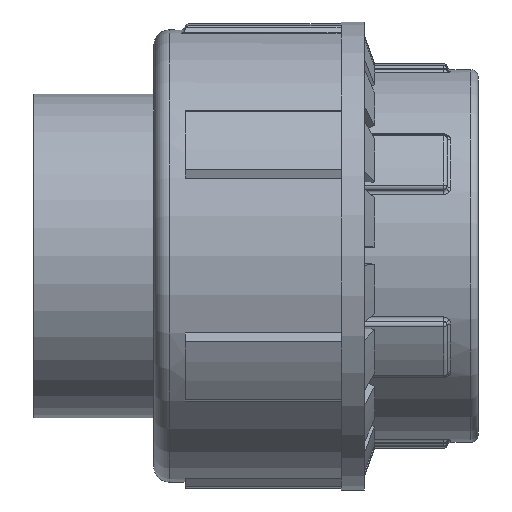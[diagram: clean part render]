
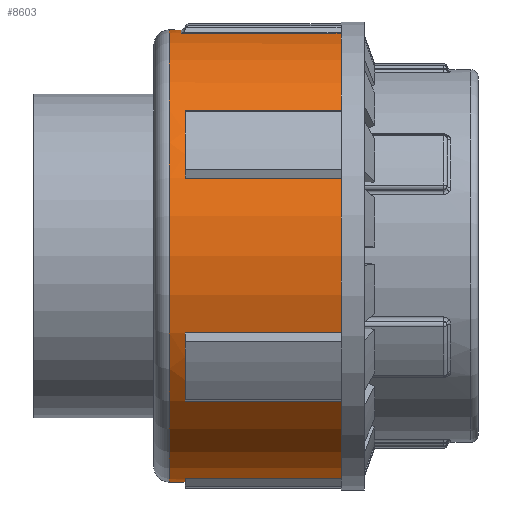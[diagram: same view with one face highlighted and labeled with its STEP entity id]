
A CAD part, top view. The second image highlights one B-rep face of the part: STEP entity #8603.
In plain terms, the highlighted cylindrical face has radius 29 mm (diameter 58 mm), a full revolution.
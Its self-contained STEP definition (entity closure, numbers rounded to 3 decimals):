
#375=FACE_BOUND('',#3264,.T.);
#1067=LINE('',#15676,#1792);
#1073=LINE('',#15691,#1798);
#1075=LINE('',#15699,#1800);
#1081=LINE('',#15714,#1806);
#1083=LINE('',#15722,#1808);
#1089=LINE('',#15737,#1814);
#1091=LINE('',#15745,#1816);
#1097=LINE('',#15760,#1822);
#1099=LINE('',#15768,#1824);
#1105=LINE('',#15783,#1830);
#1106=LINE('',#15796,#1831);
#1107=LINE('',#15800,#1832);
#1792=VECTOR('',#11317,10.);
#1798=VECTOR('',#11331,10.);
#1800=VECTOR('',#11339,10.);
#1806=VECTOR('',#11353,10.);
#1808=VECTOR('',#11361,10.);
#1814=VECTOR('',#11375,10.);
#1816=VECTOR('',#11383,10.);
#1822=VECTOR('',#11397,10.);
#1824=VECTOR('',#11405,10.);
#1830=VECTOR('',#11419,10.);
#1831=VECTOR('',#11438,10.);
#1832=VECTOR('',#11441,10.);
#1906=CYLINDRICAL_SURFACE('',#9307,29.);
#2710=FACE_OUTER_BOUND('',#3263,.T.);
#3263=EDGE_LOOP('',(#7852));
#3264=EDGE_LOOP('',(#7853,#7854,#7855,#7856,#7857,#7858,#7859,#7860,#7861,
#7862,#7863,#7864,#7865,#7866,#7867,#7868,#7869,#7870,#7871,#7872,#7873,
#7874,#7875,#7876));
#3558=CIRCLE('',#9278,29.);
#3561=CIRCLE('',#9285,29.);
#3564=CIRCLE('',#9292,29.);
#3567=CIRCLE('',#9299,29.);
#3570=CIRCLE('',#9306,29.);
#3571=CIRCLE('',#9308,29.);
#3572=CIRCLE('',#9309,29.);
#3573=CIRCLE('',#9310,29.);
#3574=CIRCLE('',#9311,29.);
#3575=CIRCLE('',#9312,29.);
#3576=CIRCLE('',#9313,29.);
#3577=CIRCLE('',#9314,29.);
#3578=CIRCLE('',#9315,29.);
#4324=VERTEX_POINT('',#15672);
#4326=VERTEX_POINT('',#15675);
#4330=VERTEX_POINT('',#15687);
#4331=VERTEX_POINT('',#15689);
#4332=VERTEX_POINT('',#15695);
#4334=VERTEX_POINT('',#15698);
#4338=VERTEX_POINT('',#15710);
#4339=VERTEX_POINT('',#15712);
#4340=VERTEX_POINT('',#15718);
#4342=VERTEX_POINT('',#15721);
#4346=VERTEX_POINT('',#15733);
#4347=VERTEX_POINT('',#15735);
#4348=VERTEX_POINT('',#15741);
#4350=VERTEX_POINT('',#15744);
#4354=VERTEX_POINT('',#15756);
#4355=VERTEX_POINT('',#15758);
#4356=VERTEX_POINT('',#15764);
#4358=VERTEX_POINT('',#15767);
#4362=VERTEX_POINT('',#15779);
#4363=VERTEX_POINT('',#15781);
#4364=VERTEX_POINT('',#15787);
#4365=VERTEX_POINT('',#15793);
#4366=VERTEX_POINT('',#15795);
#4367=VERTEX_POINT('',#15797);
#4368=VERTEX_POINT('',#15799);
#5508=EDGE_CURVE('',#4326,#4324,#1067,.T.);
#5516=EDGE_CURVE('',#4330,#4331,#1073,.T.);
#5517=EDGE_CURVE('',#4331,#4326,#3558,.T.);
#5519=EDGE_CURVE('',#4334,#4332,#1075,.T.);
#5527=EDGE_CURVE('',#4338,#4339,#1081,.T.);
#5528=EDGE_CURVE('',#4339,#4334,#3561,.T.);
#5530=EDGE_CURVE('',#4342,#4340,#1083,.T.);
#5538=EDGE_CURVE('',#4346,#4347,#1089,.T.);
#5539=EDGE_CURVE('',#4347,#4342,#3564,.T.);
#5541=EDGE_CURVE('',#4350,#4348,#1091,.T.);
#5549=EDGE_CURVE('',#4354,#4355,#1097,.T.);
#5550=EDGE_CURVE('',#4355,#4350,#3567,.T.);
#5552=EDGE_CURVE('',#4358,#4356,#1099,.T.);
#5560=EDGE_CURVE('',#4362,#4363,#1105,.T.);
#5561=EDGE_CURVE('',#4363,#4358,#3570,.T.);
#5562=EDGE_CURVE('',#4364,#4364,#3571,.T.);
#5563=EDGE_CURVE('',#4324,#4338,#3572,.T.);
#5564=EDGE_CURVE('',#4332,#4346,#3573,.T.);
#5565=EDGE_CURVE('',#4340,#4354,#3574,.T.);
#5566=EDGE_CURVE('',#4348,#4362,#3575,.T.);
#5567=EDGE_CURVE('',#4356,#4365,#3576,.T.);
#5568=EDGE_CURVE('',#4365,#4366,#1106,.T.);
#5569=EDGE_CURVE('',#4367,#4366,#3577,.T.);
#5570=EDGE_CURVE('',#4367,#4368,#1107,.T.);
#5571=EDGE_CURVE('',#4368,#4330,#3578,.T.);
#7852=ORIENTED_EDGE('',*,*,#5562,.F.);
#7853=ORIENTED_EDGE('',*,*,#5516,.T.);
#7854=ORIENTED_EDGE('',*,*,#5517,.T.);
#7855=ORIENTED_EDGE('',*,*,#5508,.T.);
#7856=ORIENTED_EDGE('',*,*,#5563,.T.);
#7857=ORIENTED_EDGE('',*,*,#5527,.T.);
#7858=ORIENTED_EDGE('',*,*,#5528,.T.);
#7859=ORIENTED_EDGE('',*,*,#5519,.T.);
#7860=ORIENTED_EDGE('',*,*,#5564,.T.);
#7861=ORIENTED_EDGE('',*,*,#5538,.T.);
#7862=ORIENTED_EDGE('',*,*,#5539,.T.);
#7863=ORIENTED_EDGE('',*,*,#5530,.T.);
#7864=ORIENTED_EDGE('',*,*,#5565,.T.);
#7865=ORIENTED_EDGE('',*,*,#5549,.T.);
#7866=ORIENTED_EDGE('',*,*,#5550,.T.);
#7867=ORIENTED_EDGE('',*,*,#5541,.T.);
#7868=ORIENTED_EDGE('',*,*,#5566,.T.);
#7869=ORIENTED_EDGE('',*,*,#5560,.T.);
#7870=ORIENTED_EDGE('',*,*,#5561,.T.);
#7871=ORIENTED_EDGE('',*,*,#5552,.T.);
#7872=ORIENTED_EDGE('',*,*,#5567,.T.);
#7873=ORIENTED_EDGE('',*,*,#5568,.T.);
#7874=ORIENTED_EDGE('',*,*,#5569,.F.);
#7875=ORIENTED_EDGE('',*,*,#5570,.T.);
#7876=ORIENTED_EDGE('',*,*,#5571,.T.);
#8603=ADVANCED_FACE('',(#2710,#375),#1906,.T.);
#9278=AXIS2_PLACEMENT_3D('',#15693,#11334,#11335);
#9285=AXIS2_PLACEMENT_3D('',#15716,#11356,#11357);
#9292=AXIS2_PLACEMENT_3D('',#15739,#11378,#11379);
#9299=AXIS2_PLACEMENT_3D('',#15762,#11400,#11401);
#9306=AXIS2_PLACEMENT_3D('',#15785,#11422,#11423);
#9307=AXIS2_PLACEMENT_3D('',#15786,#11424,#11425);
#9308=AXIS2_PLACEMENT_3D('',#15788,#11426,#11427);
#9309=AXIS2_PLACEMENT_3D('',#15789,#11428,#11429);
#9310=AXIS2_PLACEMENT_3D('',#15790,#11430,#11431);
#9311=AXIS2_PLACEMENT_3D('',#15791,#11432,#11433);
#9312=AXIS2_PLACEMENT_3D('',#15792,#11434,#11435);
#9313=AXIS2_PLACEMENT_3D('',#15794,#11436,#11437);
#9314=AXIS2_PLACEMENT_3D('',#15798,#11439,#11440);
#9315=AXIS2_PLACEMENT_3D('',#15801,#11442,#11443);
#11317=DIRECTION('',(1.,0.,0.));
#11331=DIRECTION('',(-1.,0.,0.));
#11334=DIRECTION('center_axis',(-1.,0.,0.));
#11335=DIRECTION('ref_axis',(0.,-1.,0.));
#11339=DIRECTION('',(1.,0.,0.));
#11353=DIRECTION('',(-1.,0.,0.));
#11356=DIRECTION('center_axis',(-1.,0.,0.));
#11357=DIRECTION('ref_axis',(0.,-1.,0.));
#11361=DIRECTION('',(1.,0.,0.));
#11375=DIRECTION('',(-1.,0.,0.));
#11378=DIRECTION('center_axis',(-1.,0.,0.));
#11379=DIRECTION('ref_axis',(0.,-1.,0.));
#11383=DIRECTION('',(1.,0.,0.));
#11397=DIRECTION('',(-1.,0.,0.));
#11400=DIRECTION('center_axis',(-1.,0.,0.));
#11401=DIRECTION('ref_axis',(0.,-1.,0.));
#11405=DIRECTION('',(1.,0.,0.));
#11419=DIRECTION('',(-1.,0.,0.));
#11422=DIRECTION('center_axis',(-1.,0.,0.));
#11423=DIRECTION('ref_axis',(0.,-1.,0.));
#11424=DIRECTION('center_axis',(-1.,0.,0.));
#11425=DIRECTION('ref_axis',(0.,-1.,0.));
#11426=DIRECTION('center_axis',(-1.,0.,0.));
#11427=DIRECTION('ref_axis',(0.,1.,0.));
#11428=DIRECTION('center_axis',(-1.,0.,0.));
#11429=DIRECTION('ref_axis',(0.,-1.,0.));
#11430=DIRECTION('center_axis',(-1.,0.,0.));
#11431=DIRECTION('ref_axis',(0.,-1.,0.));
#11432=DIRECTION('center_axis',(-1.,0.,0.));
#11433=DIRECTION('ref_axis',(0.,-1.,0.));
#11434=DIRECTION('center_axis',(-1.,0.,0.));
#11435=DIRECTION('ref_axis',(0.,-1.,0.));
#11436=DIRECTION('center_axis',(-1.,0.,0.));
#11437=DIRECTION('ref_axis',(0.,-1.,0.));
#11438=DIRECTION('',(-1.,0.,0.));
#11439=DIRECTION('center_axis',(1.,0.,0.));
#11440=DIRECTION('ref_axis',(0.,-1.,0.));
#11441=DIRECTION('',(1.,0.,0.));
#11442=DIRECTION('center_axis',(-1.,0.,0.));
#11443=DIRECTION('ref_axis',(0.,-1.,0.));
#15672=CARTESIAN_POINT('',(24.,9.919,-27.251));
#15675=CARTESIAN_POINT('',(4.,9.919,-27.251));
#15676=CARTESIAN_POINT('',(13.5,9.919,-27.251));
#15687=CARTESIAN_POINT('',(24.,18.641,-22.215));
#15689=CARTESIAN_POINT('',(4.,18.641,-22.215));
#15691=CARTESIAN_POINT('',(13.5,18.641,-22.215));
#15693=CARTESIAN_POINT('Origin',(4.,0.,0.));
#15695=CARTESIAN_POINT('',(24.,-18.641,-22.215));
#15698=CARTESIAN_POINT('',(4.,-18.641,-22.215));
#15699=CARTESIAN_POINT('',(13.5,-18.641,-22.215));
#15710=CARTESIAN_POINT('',(24.,-9.919,-27.251));
#15712=CARTESIAN_POINT('',(4.,-9.919,-27.251));
#15714=CARTESIAN_POINT('',(13.5,-9.919,-27.251));
#15716=CARTESIAN_POINT('Origin',(4.,0.,0.));
#15718=CARTESIAN_POINT('',(24.,-28.559,5.036));
#15721=CARTESIAN_POINT('',(4.,-28.559,5.036));
#15722=CARTESIAN_POINT('',(13.5,-28.559,5.036));
#15733=CARTESIAN_POINT('',(24.,-28.559,-5.036));
#15735=CARTESIAN_POINT('',(4.,-28.559,-5.036));
#15737=CARTESIAN_POINT('',(13.5,-28.559,-5.036));
#15739=CARTESIAN_POINT('Origin',(4.,0.,0.));
#15741=CARTESIAN_POINT('',(24.,-9.919,27.251));
#15744=CARTESIAN_POINT('',(4.,-9.919,27.251));
#15745=CARTESIAN_POINT('',(13.5,-9.919,27.251));
#15756=CARTESIAN_POINT('',(24.,-18.641,22.215));
#15758=CARTESIAN_POINT('',(4.,-18.641,22.215));
#15760=CARTESIAN_POINT('',(13.5,-18.641,22.215));
#15762=CARTESIAN_POINT('Origin',(4.,0.,0.));
#15764=CARTESIAN_POINT('',(24.,18.641,22.215));
#15767=CARTESIAN_POINT('',(4.,18.641,22.215));
#15768=CARTESIAN_POINT('',(13.5,18.641,22.215));
#15779=CARTESIAN_POINT('',(24.,9.919,27.251));
#15781=CARTESIAN_POINT('',(4.,9.919,27.251));
#15783=CARTESIAN_POINT('',(13.5,9.919,27.251));
#15785=CARTESIAN_POINT('Origin',(4.,0.,0.));
#15786=CARTESIAN_POINT('Origin',(13.5,0.,0.));
#15787=CARTESIAN_POINT('',(2.,-29.,0.));
#15788=CARTESIAN_POINT('Origin',(2.,0.,0.));
#15789=CARTESIAN_POINT('Origin',(24.,0.,0.));
#15790=CARTESIAN_POINT('Origin',(24.,0.,0.));
#15791=CARTESIAN_POINT('Origin',(24.,0.,0.));
#15792=CARTESIAN_POINT('Origin',(24.,0.,0.));
#15793=CARTESIAN_POINT('',(24.,28.528,5.213));
#15794=CARTESIAN_POINT('Origin',(24.,0.,0.));
#15795=CARTESIAN_POINT('',(3.52,28.528,5.213));
#15796=CARTESIAN_POINT('',(13.5,28.528,5.213));
#15797=CARTESIAN_POINT('',(3.52,28.528,-5.213));
#15798=CARTESIAN_POINT('Origin',(3.52,0.,0.));
#15799=CARTESIAN_POINT('',(24.,28.528,-5.213));
#15800=CARTESIAN_POINT('',(13.5,28.528,-5.213));
#15801=CARTESIAN_POINT('Origin',(24.,0.,0.));
